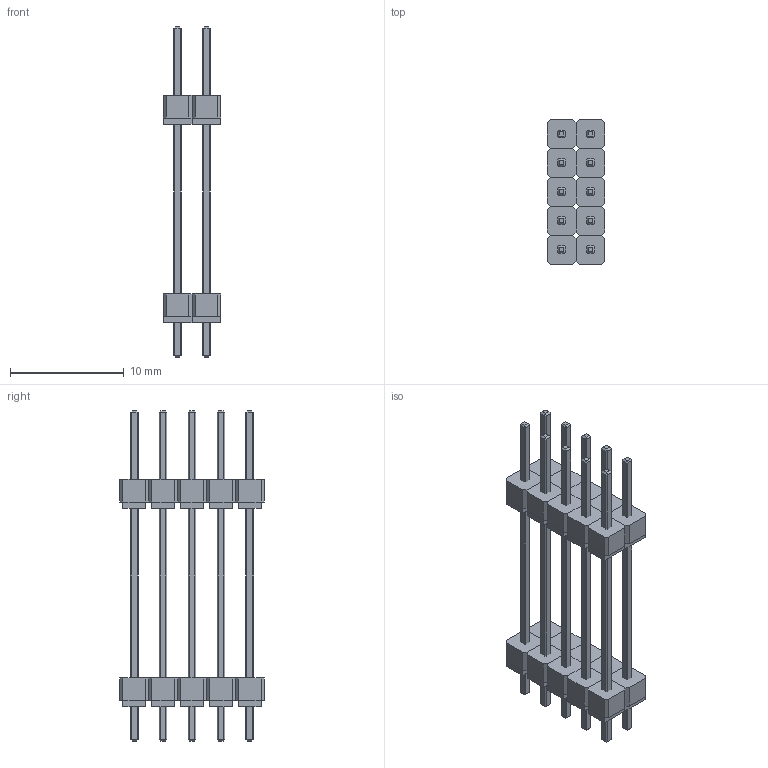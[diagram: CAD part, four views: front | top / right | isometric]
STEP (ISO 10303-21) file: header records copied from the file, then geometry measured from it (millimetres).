
FILE_DESCRIPTION(('FreeCAD Model'),'2;1');
FILE_NAME('2.54mm-2x05-MS-L20mm.step', '2020-03-23T15:27:34',('Author'),(''), 'Open CASCADE STEP processor 7.3','FreeCAD','Unknown');
FILE_SCHEMA(('AUTOMOTIVE_DESIGN { 1 0 10303 214 1 1 1 1 }'));
Length unit declared in the file: millimetre
Products named in the file (1): group
Bounding box: 5.08 x 12.7 x 29 mm (x, y, z)
Volume: 436.1 mm3; surface area: 1463.8 mm2
Topology: 30 solids, 30 shells, 580 faces, 1240 edges, 720 vertices
Faces by surface type: plane 580
Entity records: 35019 total; most frequent: CARTESIAN_POINT 5021, DIRECTION 4882, LINE 3720, VECTOR 3720, ORIENTED_EDGE 2480, PCURVE 2480, DEFINITIONAL_REPRESENTATION 2480, EDGE_CURVE 1240
